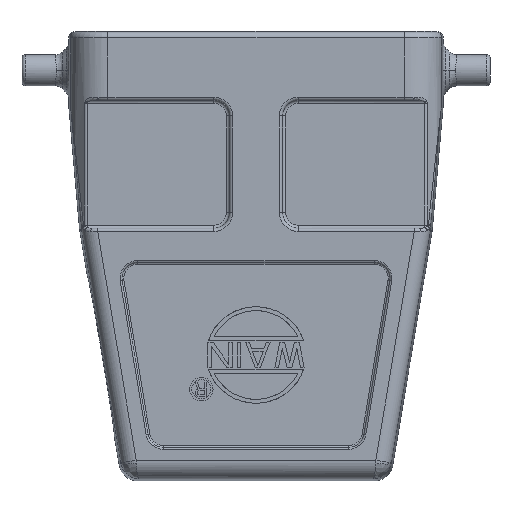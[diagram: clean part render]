
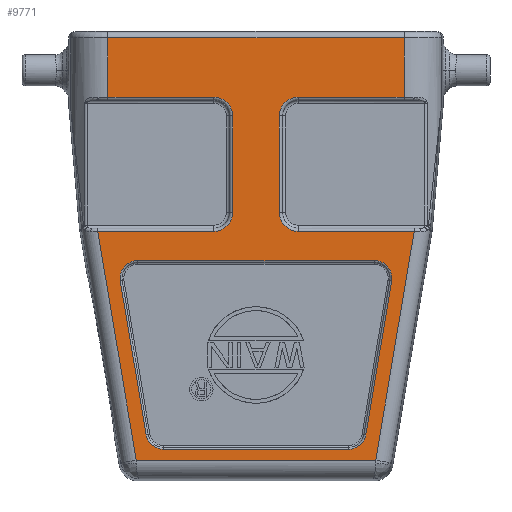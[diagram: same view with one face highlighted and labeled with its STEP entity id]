
A CAD part, front view. The second image highlights one B-rep face of the part: STEP entity #9771.
In plain terms, the highlighted planar face has unit normal (0, -1, 0).
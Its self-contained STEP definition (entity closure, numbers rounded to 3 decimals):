
#177=DIRECTION('',(1.,0.,0.));
#178=VECTOR('',#177,38.375);
#179=CARTESIAN_POINT('',(-19.188,-21.5,
-68.677));
#180=LINE('',#179,#178);
#211=CARTESIAN_POINT('',(6.75,-21.5,-13.5));
#212=DIRECTION('',(0.,-1.,0.));
#213=DIRECTION('',(0.,0.,1.));
#214=AXIS2_PLACEMENT_3D('',#211,#212,#213);
#216=CARTESIAN_POINT('',(6.75,-21.5,-29.));
#217=DIRECTION('',(0.,-1.,0.));
#218=DIRECTION('',(-1.,0.,0.));
#219=AXIS2_PLACEMENT_3D('',#216,#217,#218);
#221=DIRECTION('',(-0.166,0.,-0.986));
#222=VECTOR('',#221,37.191);
#223=CARTESIAN_POINT('',(25.352,-21.5,-32.));
#224=LINE('',#223,#222);
#225=DIRECTION('',(-0.166,0.,0.986));
#226=VECTOR('',#225,37.193);
#227=CARTESIAN_POINT('',(-19.188,-21.5,
-68.677));
#228=LINE('',#227,#226);
#229=CARTESIAN_POINT('',(-6.75,-21.5,-29.));
#230=DIRECTION('',(0.,-1.,0.));
#231=DIRECTION('',(0.,0.,-1.));
#232=AXIS2_PLACEMENT_3D('',#229,#230,#231);
#234=CARTESIAN_POINT('',(-6.75,-21.5,-13.5));
#235=DIRECTION('',(0.,-1.,0.));
#236=DIRECTION('',(1.,0.,0.));
#237=AXIS2_PLACEMENT_3D('',#234,#235,#236);
#239=CARTESIAN_POINT('',(14.838,-21.5,-64.125));
#240=DIRECTION('',(0.,-1.,0.));
#241=DIRECTION('',(0.,0.,-1.));
#242=AXIS2_PLACEMENT_3D('',#239,#240,#241);
#244=DIRECTION('',(0.166,0.,0.986));
#245=VECTOR('',#244,24.97);
#246=CARTESIAN_POINT('',(17.599,-21.5,-64.589));
#247=LINE('',#246,#245);
#248=CARTESIAN_POINT('',(18.977,-21.5,-39.5));
#249=DIRECTION('',(0.,-1.,0.));
#250=DIRECTION('',(0.986,0.,-0.166));
#251=AXIS2_PLACEMENT_3D('',#248,#249,#250);
#253=CARTESIAN_POINT('',(-18.987,-21.5,-39.5));
#254=DIRECTION('',(0.,-1.,0.));
#255=DIRECTION('',(0.,0.,1.));
#256=AXIS2_PLACEMENT_3D('',#253,#254,#255);
#258=DIRECTION('',(0.166,0.,-0.986));
#259=VECTOR('',#258,24.971);
#260=CARTESIAN_POINT('',(-21.748,-21.5,-39.965));
#261=LINE('',#260,#259);
#262=CARTESIAN_POINT('',(-14.84,-21.5,
-64.125));
#263=DIRECTION('',(0.,-1.,0.));
#264=DIRECTION('',(-0.986,0.,-0.166));
#265=AXIS2_PLACEMENT_3D('',#262,#263,#264);
#271=DIRECTION('',(1.,0.,0.));
#272=VECTOR('',#271,16.979);
#273=CARTESIAN_POINT('',(-23.729,-21.5,-10.5));
#274=LINE('',#273,#272);
#400=DIRECTION('',(-1.,0.,0.));
#401=VECTOR('',#400,18.615);
#402=CARTESIAN_POINT('',(-6.75,-21.5,-32.));
#403=LINE('',#402,#401);
#454=DIRECTION('',(0.,0.,-1.));
#455=VECTOR('',#454,15.5);
#456=CARTESIAN_POINT('',(-3.75,-21.5,-13.5));
#457=LINE('',#456,#455);
#982=DIRECTION('',(0.,0.,1.));
#983=VECTOR('',#982,9.5);
#984=CARTESIAN_POINT('',(23.729,-21.5,-10.5));
#985=LINE('',#984,#983);
#1009=DIRECTION('',(1.,0.,0.));
#1010=VECTOR('',#1009,16.979);
#1011=CARTESIAN_POINT('',(6.75,-21.5,-10.5));
#1012=LINE('',#1011,#1010);
#1213=DIRECTION('',(-1.,0.,0.));
#1214=VECTOR('',#1213,18.602);
#1215=CARTESIAN_POINT('',(25.352,-21.5,
-32.));
#1216=LINE('',#1215,#1214);
#1244=DIRECTION('',(0.,0.,1.));
#1245=VECTOR('',#1244,15.5);
#1246=CARTESIAN_POINT('',(3.75,-21.5,-29.));
#1247=LINE('',#1246,#1245);
#1320=DIRECTION('',(-1.,0.,0.));
#1321=VECTOR('',#1320,47.457);
#1322=CARTESIAN_POINT('',(23.729,-21.5,-1.));
#1323=LINE('',#1322,#1321);
#1385=DIRECTION('',(0.,0.,-1.));
#1386=VECTOR('',#1385,9.5);
#1387=CARTESIAN_POINT('',(-23.729,-21.5,-1.));
#1388=LINE('',#1387,#1386);
#6421=DIRECTION('',(-1.,0.,0.));
#6422=VECTOR('',#6421,29.678);
#6423=CARTESIAN_POINT('',(14.838,-21.5,-66.925));
#6424=LINE('',#6423,#6422);
#6521=DIRECTION('',(1.,0.,0.));
#6522=VECTOR('',#6521,37.964);
#6523=CARTESIAN_POINT('',(-18.987,-21.5,-36.7));
#6524=LINE('',#6523,#6522);
#7742=CARTESIAN_POINT('',(19.187,-21.5,-68.677));
#7743=VERTEX_POINT('',#7742);
#7744=CARTESIAN_POINT('',(25.352,-21.5,
-32.));
#7745=VERTEX_POINT('',#7744);
#7749=CARTESIAN_POINT('',(-19.188,-21.5,
-68.677));
#7750=VERTEX_POINT('',#7749);
#7752=CARTESIAN_POINT('',(-23.729,-21.5,-10.5));
#7753=CARTESIAN_POINT('',(-6.75,-21.5,-10.5));
#7754=VERTEX_POINT('',#7752);
#7755=VERTEX_POINT('',#7753);
#7756=CARTESIAN_POINT('',(-23.729,-21.5,-1.));
#7757=VERTEX_POINT('',#7756);
#7758=CARTESIAN_POINT('',(23.729,-21.5,-1.));
#7759=VERTEX_POINT('',#7758);
#7760=CARTESIAN_POINT('',(23.729,-21.5,-10.5));
#7761=VERTEX_POINT('',#7760);
#7762=CARTESIAN_POINT('',(6.75,-21.5,-10.5));
#7763=VERTEX_POINT('',#7762);
#7764=CARTESIAN_POINT('',(3.75,-21.5,-13.5));
#7765=VERTEX_POINT('',#7764);
#7766=CARTESIAN_POINT('',(3.75,-21.5,-29.));
#7767=VERTEX_POINT('',#7766);
#7768=CARTESIAN_POINT('',(6.75,-21.5,-32.));
#7769=VERTEX_POINT('',#7768);
#7770=CARTESIAN_POINT('',(-25.365,-21.5,
-32.));
#7771=VERTEX_POINT('',#7770);
#7772=CARTESIAN_POINT('',(-6.75,-21.5,-32.));
#7773=VERTEX_POINT('',#7772);
#7774=CARTESIAN_POINT('',(-3.75,-21.5,-29.));
#7775=VERTEX_POINT('',#7774);
#7776=CARTESIAN_POINT('',(-3.75,-21.5,-13.5));
#7777=VERTEX_POINT('',#7776);
#7778=CARTESIAN_POINT('',(14.838,-21.5,-66.925));
#7779=CARTESIAN_POINT('',(-14.84,-21.5,-66.925));
#7780=VERTEX_POINT('',#7778);
#7781=VERTEX_POINT('',#7779);
#7782=CARTESIAN_POINT('',(17.599,-21.5,
-64.589));
#7783=VERTEX_POINT('',#7782);
#7784=CARTESIAN_POINT('',(21.738,-21.5,-39.964));
#7785=VERTEX_POINT('',#7784);
#7786=CARTESIAN_POINT('',(18.977,-21.5,-36.7));
#7787=VERTEX_POINT('',#7786);
#7788=CARTESIAN_POINT('',(-18.987,-21.5,-36.7));
#7789=VERTEX_POINT('',#7788);
#7790=CARTESIAN_POINT('',(-21.748,-21.5,-39.965));
#7791=VERTEX_POINT('',#7790);
#7792=CARTESIAN_POINT('',(-17.601,-21.5,-64.59));
#7793=VERTEX_POINT('',#7792);
#9716=CARTESIAN_POINT('',(0.,-21.5,0.));
#9717=DIRECTION('',(0.,1.,0.));
#9718=DIRECTION('',(1.,0.,0.));
#9719=AXIS2_PLACEMENT_3D('',#9716,#9717,#9718);
#9720=PLANE('',#9719);
#9722=ORIENTED_EDGE('',*,*,#9721,.F.);
#9724=ORIENTED_EDGE('',*,*,#9723,.F.);
#9726=ORIENTED_EDGE('',*,*,#9725,.F.);
#9728=ORIENTED_EDGE('',*,*,#9727,.F.);
#9730=ORIENTED_EDGE('',*,*,#9729,.F.);
#9732=ORIENTED_EDGE('',*,*,#9731,.T.);
#9734=ORIENTED_EDGE('',*,*,#9733,.F.);
#9736=ORIENTED_EDGE('',*,*,#9735,.T.);
#9738=ORIENTED_EDGE('',*,*,#9737,.F.);
#9739=ORIENTED_EDGE('',*,*,#9661,.T.);
#9740=ORIENTED_EDGE('',*,*,#9703,.F.);
#9742=ORIENTED_EDGE('',*,*,#9741,.T.);
#9744=ORIENTED_EDGE('',*,*,#9743,.F.);
#9746=ORIENTED_EDGE('',*,*,#9745,.T.);
#9748=ORIENTED_EDGE('',*,*,#9747,.F.);
#9750=ORIENTED_EDGE('',*,*,#9749,.T.);
#9751=EDGE_LOOP('',(#9722,#9724,#9726,#9728,#9730,#9732,#9734,#9736,#9738,#9739,
#9740,#9742,#9744,#9746,#9748,#9750));
#9752=FACE_OUTER_BOUND('',#9751,.F.);
#9754=ORIENTED_EDGE('',*,*,#9753,.F.);
#9756=ORIENTED_EDGE('',*,*,#9755,.T.);
#9758=ORIENTED_EDGE('',*,*,#9757,.T.);
#9760=ORIENTED_EDGE('',*,*,#9759,.T.);
#9762=ORIENTED_EDGE('',*,*,#9761,.F.);
#9764=ORIENTED_EDGE('',*,*,#9763,.T.);
#9766=ORIENTED_EDGE('',*,*,#9765,.T.);
#9768=ORIENTED_EDGE('',*,*,#9767,.T.);
#9769=EDGE_LOOP('',(#9754,#9756,#9758,#9760,#9762,#9764,#9766,#9768));
#9770=FACE_BOUND('',#9769,.F.);
#215=CIRCLE('',#214,3.);
#220=CIRCLE('',#219,3.);
#233=CIRCLE('',#232,3.);
#238=CIRCLE('',#237,3.);
#243=CIRCLE('',#242,2.8);
#252=CIRCLE('',#251,2.8);
#257=CIRCLE('',#256,2.8);
#266=CIRCLE('',#265,2.8);
#9661=EDGE_CURVE('',#7745,#7743,#224,.T.);
#9703=EDGE_CURVE('',#7750,#7743,#180,.T.);
#9721=EDGE_CURVE('',#7754,#7755,#274,.T.);
#9723=EDGE_CURVE('',#7757,#7754,#1388,.T.);
#9725=EDGE_CURVE('',#7759,#7757,#1323,.T.);
#9727=EDGE_CURVE('',#7761,#7759,#985,.T.);
#9729=EDGE_CURVE('',#7763,#7761,#1012,.T.);
#9731=EDGE_CURVE('',#7763,#7765,#215,.T.);
#9733=EDGE_CURVE('',#7767,#7765,#1247,.T.);
#9735=EDGE_CURVE('',#7767,#7769,#220,.T.);
#9737=EDGE_CURVE('',#7745,#7769,#1216,.T.);
#9741=EDGE_CURVE('',#7750,#7771,#228,.T.);
#9743=EDGE_CURVE('',#7773,#7771,#403,.T.);
#9745=EDGE_CURVE('',#7773,#7775,#233,.T.);
#9747=EDGE_CURVE('',#7777,#7775,#457,.T.);
#9749=EDGE_CURVE('',#7777,#7755,#238,.T.);
#9753=EDGE_CURVE('',#7780,#7781,#6424,.T.);
#9755=EDGE_CURVE('',#7780,#7783,#243,.T.);
#9757=EDGE_CURVE('',#7783,#7785,#247,.T.);
#9759=EDGE_CURVE('',#7785,#7787,#252,.T.);
#9761=EDGE_CURVE('',#7789,#7787,#6524,.T.);
#9763=EDGE_CURVE('',#7789,#7791,#257,.T.);
#9765=EDGE_CURVE('',#7791,#7793,#261,.T.);
#9767=EDGE_CURVE('',#7793,#7781,#266,.T.);
#9771=ADVANCED_FACE('',(#9752,#9770),#9720,.F.);
